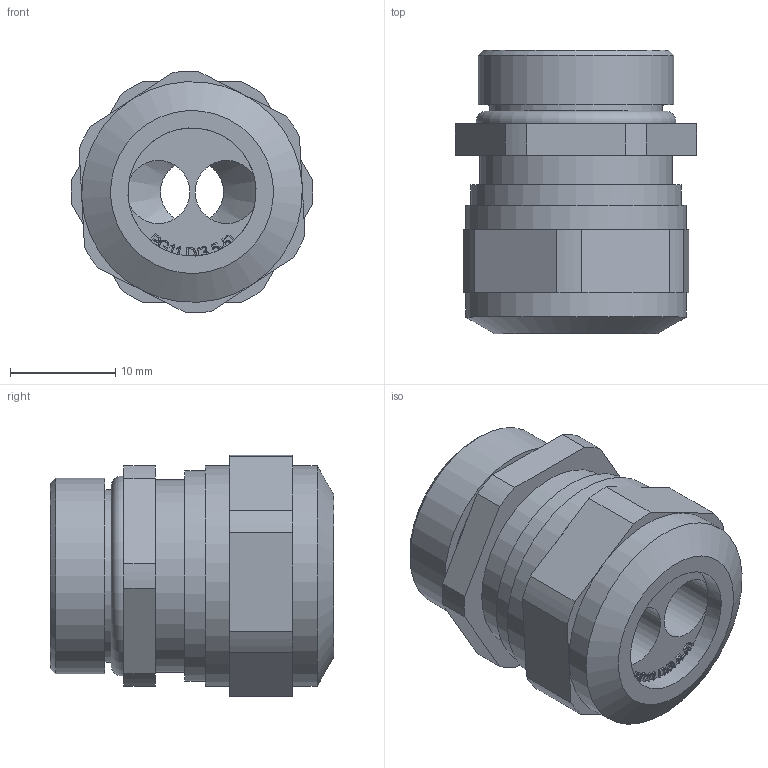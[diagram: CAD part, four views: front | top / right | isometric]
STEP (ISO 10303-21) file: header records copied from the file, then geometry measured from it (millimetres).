
FILE_DESCRIPTION(/* description */ (''),/* implementation_level */ '2;1');
FILE_NAME(/* name */ '3D_1021000040500-WNAM_A-PG11_(2_D4.5-6)__V1.0_stp.stp',/* time_stamp */ '2024-03-18T15:55:52+08:00',/* author */ (''),/* organization */ (''),/* preprocessor_version */ 'ST-DEVELOPER v18.1',/* originating_system */ 'SIEMENS PLM Software NX 1980',/* authorisation */ '');
FILE_SCHEMA (('AUTOMOTIVE_DESIGN { 1 0 10303 214 3 1 1 1 }'));
Length unit declared in the file: millimetre
Products named in the file (1): 3D_1021000030501-WNAM_A-PG11_2_D3.5-5__V1.0_stp
Bounding box: 22.99 x 26.97 x 23 mm (x, y, z)
Volume: 6509.2 mm3; surface area: 5289.7 mm2
Topology: 1 solids, 2 shells, 656 faces, 1937 edges, 1287 vertices
Faces by surface type: cylinder 341, plane 305, cone 6, torus 3, extrusion 1
Full cylindrical faces by diameter (mm): 6 x3, 12.2 x1, 16 x1, 16.4 x2, 18.3 x2, 18.6 x1, 18.917 x1, 20 x2, 21 x2
Entity records: 22758 total; most frequent: CARTESIAN_POINT 5866, ORIENTED_EDGE 3804, DIRECTION 3231, EDGE_CURVE 1902, VERTEX_POINT 1277, AXIS2_PLACEMENT_3D 1220, VECTOR 791, LINE 790
